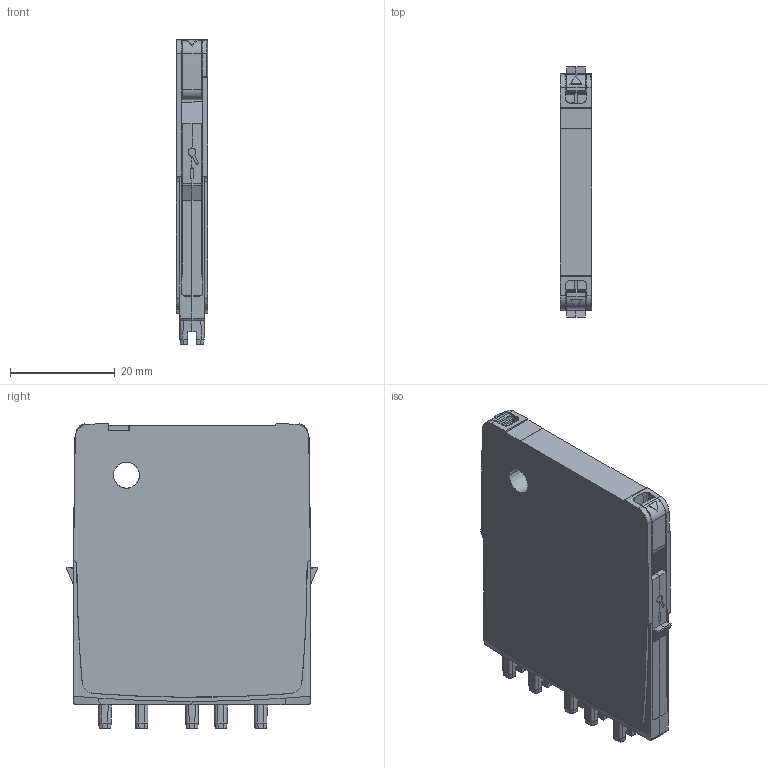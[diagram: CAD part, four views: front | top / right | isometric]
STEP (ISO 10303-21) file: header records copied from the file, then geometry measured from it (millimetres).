
FILE_DESCRIPTION((''),'2;1');
FILE_NAME('CAD-8648','2023-04-12T13:53:17',('creinig-se'),(''),'CREO PARAMETRIC BY PTC INC, 2022284','CREO PARAMETRIC BY PTC INC, 2022284','');
FILE_SCHEMA(('CONFIG_CONTROL_DESIGN','SHAPE_APPEARANCE_LAYERS_GROUPS'));
Length unit declared in the file: millimetre
Products named in the file (1): CAD-8648
Bounding box: 6 x 47.8 x 58.13 mm (x, y, z)
Volume: 13621.6 mm3; surface area: 7996.4 mm2
Topology: 1 solids, 1 shells, 433 faces, 1386 edges, 957 vertices
Faces by surface type: plane 292, cylinder 84, cone 33, bspline 24
Entity records: 22508 total; most frequent: CARTESIAN_POINT 5952, ORIENTED_EDGE 2772, DIRECTION 1919, EDGE_CURVE 1386, VERTEX_POINT 957, FILL_AREA_STYLE_COLOUR 817, FILL_AREA_STYLE 817, SURFACE_STYLE_FILL_AREA 817
